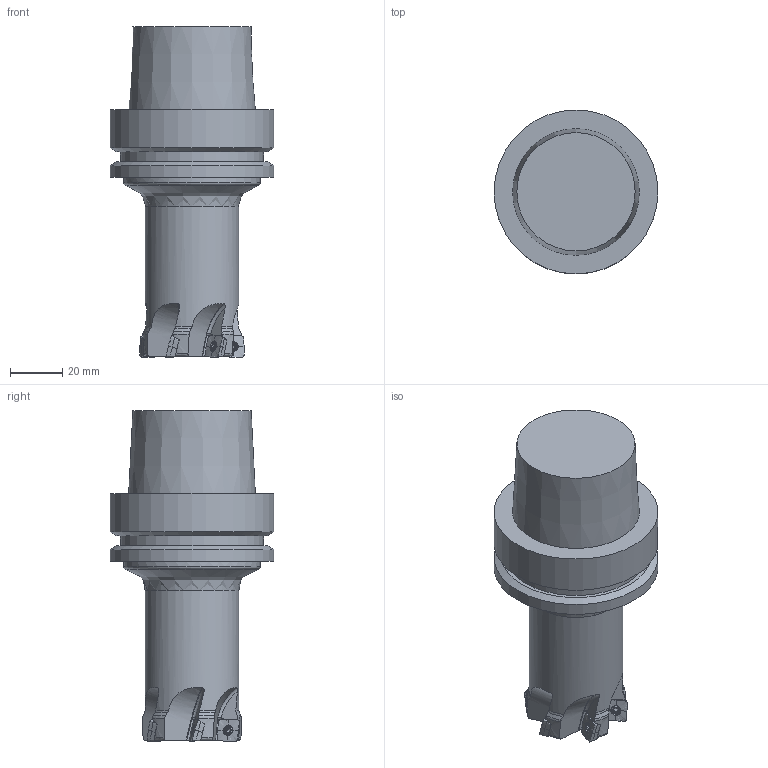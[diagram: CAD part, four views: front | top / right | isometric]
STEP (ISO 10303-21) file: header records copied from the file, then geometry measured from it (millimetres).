
FILE_DESCRIPTION(/* description */ (''),/* implementation_level */ '2;1');
FILE_NAME(/* name */ 'toolassembly_1.stp',/* time_stamp */ '2018-06-25T15:42:54+02:00',/* author */ (''),/* organization */ ('SMS'),/* preprocessor_version */ 'ST-DEVELOPER v15',/* originating_system */ 'SIEMENS PLM Software NX 8.5',/* authorisation */ '');
FILE_SCHEMA (('AUTOMOTIVE_DESIGN { 1 0 10303 214 3 1 1 1 }'));
Length unit declared in the file: millimetre
Products named in the file (4): ASSEMBLY_CONSTRUCTION; CUT_20180625154225; NOCUT_20180625154221; TOOLASSEMBLY_1
Assembly tree (8 placements, depth 2):
  TOOLASSEMBLY_1
    NOCUT_20180625154221
    CUT_20180625154225  x6
    ASSEMBLY_CONSTRUCTION
Bounding box: 62.94 x 62.94 x 126.9 mm (x, y, z)
Volume: 203795.8 mm3; surface area: 26440.2 mm2
Topology: 7 solids, 7 shells, 518 faces, 1454 edges, 969 vertices
Faces by surface type: plane 192, bspline 84, extrusion 72, cone 71, torus 51, cylinder 35, sphere 12, revolution 1
Full cylindrical faces by diameter (mm): 2.5 x6, 2.8 x6, 3.45 x6, 36 x1, 52.5 x1, 54.95 x1, 62.94 x2
Entity records: 27949 total; most frequent: CARTESIAN_POINT 18067, ORIENTED_EDGE 2062, DIRECTION 1887, EDGE_CURVE 1031, AXIS2_PLACEMENT_3D 778, VERTEX_POINT 691, EDGE_LOOP 478, ADVANCED_FACE 413
